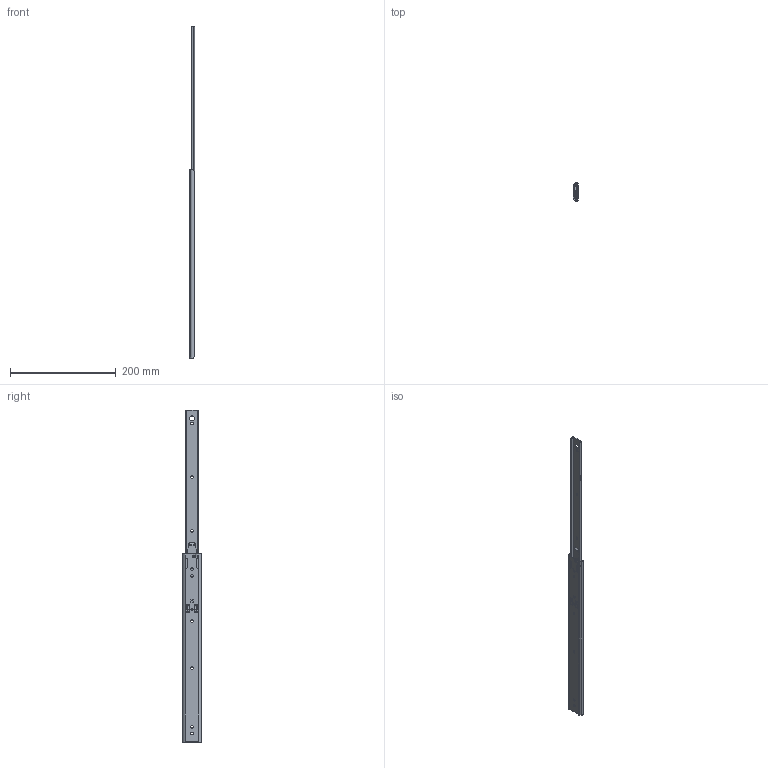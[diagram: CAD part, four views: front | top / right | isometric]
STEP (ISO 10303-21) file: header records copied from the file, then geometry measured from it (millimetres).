
FILE_DESCRIPTION (( 'STEP AP203' ), '1' );
FILE_NAME ('U23-14.STEP', '2020-07-03T06:16:06', ( '' ), ( '' ), 'SwSTEP 2.0', 'SolidWorks 2019', '' );
FILE_SCHEMA (( 'CONFIG_CONTROL_DESIGN' ));
Length unit declared in the file: millimetre
Products named in the file (7): PN84 バネ; IM U23-14; PN101リベット; PN235リードイン　 ; U23-14; OM U23-14; PN81バネ（圧縮）
Assembly tree (8 placements, depth 2):
  U23-14
    OM U23-14
    PN235リードイン　 
    PN84 バネ
    PN101リベット  x3
    IM U23-14
    PN81バネ（圧縮）
Bounding box: 9.5 x 35.08 x 627.9 mm (x, y, z)
Volume: 43947.1 mm3; surface area: 63682.4 mm2
Topology: 8 solids, 8 shells, 373 faces, 1029 edges, 678 vertices
Faces by surface type: plane 187, cylinder 178, bspline 8
Entity records: 13166 total; most frequent: CARTESIAN_POINT 2935, ORIENTED_EDGE 2010, DIRECTION 1965, EDGE_CURVE 1005, AXIS2_PLACEMENT_3D 684, VERTEX_POINT 662, VECTOR 597, LINE 597
